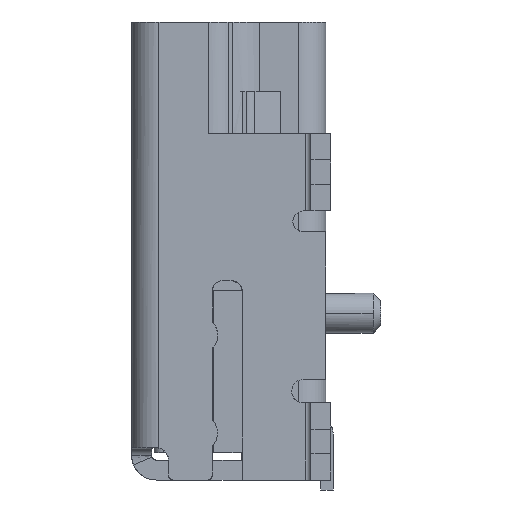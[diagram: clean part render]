
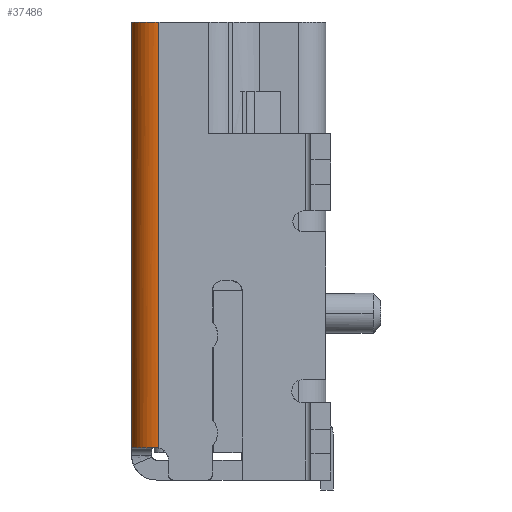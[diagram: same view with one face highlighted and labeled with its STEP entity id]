
A CAD part, left-side view. The second image highlights one B-rep face of the part: STEP entity #37486.
In plain terms, the highlighted free-form (B-spline) face has degree [2, 1] with [5, 2] control points.
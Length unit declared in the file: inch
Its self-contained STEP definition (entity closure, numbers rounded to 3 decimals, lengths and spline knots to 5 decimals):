
#454 = ORIENTED_EDGE ( 'NONE', *, *, #32807, .F. ) ;
#685 = VERTEX_POINT ( 'NONE', #38253 ) ;
#1335 = CARTESIAN_POINT ( 'NONE',  ( 0.78483, 0.21976, 0.03211 ) ) ;
#1487 = EDGE_CURVE ( 'NONE', #38042, #34719, #31340, .T. ) ;
#1804 = CARTESIAN_POINT ( 'NONE',  ( 0.78496, 0.22136, 0.03221 ) ) ;
#3063 = VERTEX_POINT ( 'NONE', #28495 ) ;
#4563 = CARTESIAN_POINT ( 'NONE',  ( 0.78496, 0.22136, 0.03221 ) ) ;
#5220 = EDGE_CURVE ( 'NONE', #38042, #15213, #13478, .T. ) ;
#5691 = CARTESIAN_POINT ( 'NONE',  ( 0.78485, 0.218, 0.36904 ) ) ;
#5839 = CARTESIAN_POINT ( 'NONE',  ( 0.78483, 0.22472, 0.36882 ) ) ;
#5972 = CARTESIAN_POINT ( 'NONE',  ( 0.78711, 0.23023, 0.36882 ) ) ;
#7443 = CARTESIAN_POINT ( 'NONE',  ( 0.79324, 0.23667, 0.03221 ) ) ;
#7669 = ORIENTED_EDGE ( 'NONE', *, *, #1487, .F. ) ;
#9320 = EDGE_CURVE ( 'NONE', #3063, #31266, #25738, .T. ) ;
#9813 = CARTESIAN_POINT ( 'NONE',  ( 0.78483, 0.21898, 0.03191 ) ) ;
#9995 = CARTESIAN_POINT ( 'NONE',  ( 0.80648, 0.24063, 0.36882 ) ) ;
#10605 = B_SPLINE_CURVE_WITH_KNOTS ( 'NONE', 1,
 ( #31235, #9995 ),
 .UNSPECIFIED., .F., .F.,
 ( 2, 2 ),
 ( 0., 1. ),
 .UNSPECIFIED. ) ;
#11148 = CARTESIAN_POINT ( 'NONE',  ( 0.80074, 0.24063, 0.36882 ) ) ;
#11816 = CARTESIAN_POINT ( 'NONE',  ( 0.80759, 0.2406, 0.03059 ) ) ;
#12178 = ORIENTED_EDGE ( 'NONE', *, *, #5220, .T. ) ;
#12627 = CARTESIAN_POINT ( 'NONE',  ( 0.78483, 0.21898, 0.36882 ) ) ;
#12978 = CARTESIAN_POINT ( 'NONE',  ( 0.78496, 0.22136, 0.03221 ) ) ;
#13478 =( BOUNDED_CURVE ( )  B_SPLINE_CURVE ( 1, ( #9813, #12627 ),
 .UNSPECIFIED., .F., .F. ) 
 B_SPLINE_CURVE_WITH_KNOTS ( ( 2, 2 ),
 ( 0., 1. ),
 .UNSPECIFIED. ) 
 CURVE ( )  GEOMETRIC_REPRESENTATION_ITEM ( )  RATIONAL_B_SPLINE_CURVE ( ( 0.878, 0.878 ) ) 
 REPRESENTATION_ITEM ( '' )  );
#13860 = CARTESIAN_POINT ( 'NONE',  ( 0.79728, 0.23906, 0.03221 ) ) ;
#13982 = CARTESIAN_POINT ( 'NONE',  ( 0.80156, 0.24006, 0.03221 ) ) ;
#15213 = VERTEX_POINT ( 'NONE', #30651 ) ;
#15359 = CARTESIAN_POINT ( 'NONE',  ( 0.79523, 0.23835, 0.36882 ) ) ;
#16648 = CARTESIAN_POINT ( 'NONE',  ( 0.80156, 0.24006, 0.03221 ) ) ;
#18054 = CARTESIAN_POINT ( 'NONE',  ( 0.80496, 0.24063, 0.03177 ) ) ;
#19231 = ORIENTED_EDGE ( 'NONE', *, *, #24609, .F. ) ;
#20120 = CARTESIAN_POINT ( 'NONE',  ( 0.78544, 0.22573, 0.03221 ) ) ;
#20319 = EDGE_CURVE ( 'NONE', #685, #15213, #35977, .T. ) ;
#20401 = CARTESIAN_POINT ( 'NONE',  ( 0.78557, 0.22459, 0.03059 ) ) ;
#20718 = CARTESIAN_POINT ( 'NONE',  ( 0.8033, 0.24047, 0.03221 ) ) ;
#20930 = CARTESIAN_POINT ( 'NONE',  ( 0.78485, 0.218, 0.03059 ) ) ;
#22717 = CARTESIAN_POINT ( 'NONE',  ( 0.78487, 0.22057, 0.03221 ) ) ;
#23260 = ORIENTED_EDGE ( 'NONE', *, *, #9320, .T. ) ;
#23637 = CARTESIAN_POINT ( 'NONE',  ( 0.80648, 0.24063, 0.36882 ) ) ;
#23807 = CARTESIAN_POINT ( 'NONE',  ( 0.80156, 0.24006, 0.03221 ) ) ;
#23882 = CARTESIAN_POINT ( 'NONE',  ( 0.80759, 0.2406, 0.36904 ) ) ;
#24609 = EDGE_CURVE ( 'NONE', #34719, #31266, #24666, .T. ) ;
#24666 = B_SPLINE_CURVE_WITH_KNOTS ( 'NONE', 3,
 ( #1804, #20120, #29038, #7443, #13860, #13982 ),
 .UNSPECIFIED., .F., .F.,
 ( 4, 2, 4 ),
 ( 0., 0.5, 1. ),
 .UNSPECIFIED. ) ;
#25153 =( BOUNDED_SURFACE ( )  B_SPLINE_SURFACE ( 2, 1, ( 
 ( #11816, #23882 ),
 ( #35978, #36110 ),
 ( #20401, #39166 ),
 ( #36249, #39294 ),
 ( #20930, #5691 ) ),
 .UNSPECIFIED., .F., .F., .F. ) 
 B_SPLINE_SURFACE_WITH_KNOTS ( ( 3, 2, 3 ),
 ( 2, 2 ),
 ( 0., 0.79485, 1. ),
 ( 0., 1. ),
 .UNSPECIFIED. ) 
 GEOMETRIC_REPRESENTATION_ITEM ( )  RATIONAL_B_SPLINE_SURFACE ( (
 ( 0.769, 0.769),
 ( 0.682, 0.682),
 ( 1., 1.),
 ( 0.918, 0.918),
 ( 0.863, 0.863) ) ) 
 REPRESENTATION_ITEM ( '' )  SURFACE ( )  );
#25738 = B_SPLINE_CURVE_WITH_KNOTS ( 'NONE', 3,
 ( #39092, #18054, #20718, #23807 ),
 .UNSPECIFIED., .F., .F.,
 ( 4, 4 ),
 ( 0., 1. ),
 .UNSPECIFIED. ) ;
#25806 = ORIENTED_EDGE ( 'NONE', *, *, #20319, .F. ) ;
#26996 = CARTESIAN_POINT ( 'NONE',  ( 0.78483, 0.21898, 0.36882 ) ) ;
#28495 = CARTESIAN_POINT ( 'NONE',  ( 0.80648, 0.24063, 0.03089 ) ) ;
#28807 = CARTESIAN_POINT ( 'NONE',  ( 0.78483, 0.21898, 0.03191 ) ) ;
#29038 = CARTESIAN_POINT ( 'NONE',  ( 0.78734, 0.23003, 0.03221 ) ) ;
#30651 = CARTESIAN_POINT ( 'NONE',  ( 0.78483, 0.21898, 0.36882 ) ) ;
#31235 = CARTESIAN_POINT ( 'NONE',  ( 0.80648, 0.24063, 0.03089 ) ) ;
#31266 = VERTEX_POINT ( 'NONE', #16648 ) ;
#31340 = B_SPLINE_CURVE_WITH_KNOTS ( 'NONE', 3,
 ( #28807, #1335, #22717, #4563 ),
 .UNSPECIFIED., .F., .F.,
 ( 4, 4 ),
 ( 0., 1. ),
 .UNSPECIFIED. ) ;
#32807 = EDGE_CURVE ( 'NONE', #3063, #685, #10605, .T. ) ;
#34122 = FACE_OUTER_BOUND ( 'NONE', #34472, .T. ) ;
#34472 = EDGE_LOOP ( 'NONE', ( #12178, #25806, #454, #23260, #19231, #7669 ) ) ;
#34719 = VERTEX_POINT ( 'NONE', #12978 ) ;
#35529 = CARTESIAN_POINT ( 'NONE',  ( 0.78483, 0.21898, 0.03191 ) ) ;
#35977 = B_SPLINE_CURVE_WITH_KNOTS ( 'NONE', 3,
 ( #23637, #11148, #15359, #5972, #5839, #26996 ),
 .UNSPECIFIED., .F., .F.,
 ( 4, 2, 4 ),
 ( 0., 0.5, 1. ),
 .UNSPECIFIED. ) ;
#35978 = CARTESIAN_POINT ( 'NONE',  ( 0.79011, 0.2415, 0.03059 ) ) ;
#36110 = CARTESIAN_POINT ( 'NONE',  ( 0.79011, 0.2415, 0.36904 ) ) ;
#36249 = CARTESIAN_POINT ( 'NONE',  ( 0.7847, 0.22135, 0.03059 ) ) ;
#37486 = ADVANCED_FACE ( 'NONE', ( #34122 ), #25153, .T. ) ;
#38042 = VERTEX_POINT ( 'NONE', #35529 ) ;
#38253 = CARTESIAN_POINT ( 'NONE',  ( 0.80648, 0.24063, 0.36882 ) ) ;
#39092 = CARTESIAN_POINT ( 'NONE',  ( 0.80648, 0.24063, 0.03089 ) ) ;
#39166 = CARTESIAN_POINT ( 'NONE',  ( 0.78557, 0.22459, 0.36904 ) ) ;
#39294 = CARTESIAN_POINT ( 'NONE',  ( 0.7847, 0.22135, 0.36904 ) ) ;
